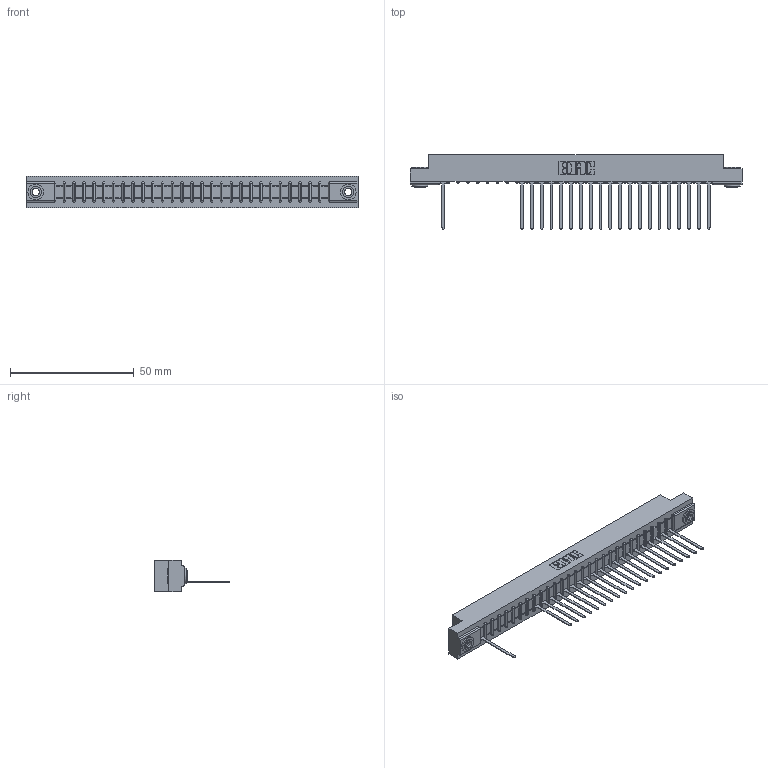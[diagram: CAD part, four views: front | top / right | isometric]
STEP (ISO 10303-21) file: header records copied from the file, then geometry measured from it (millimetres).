
FILE_DESCRIPTION (( 'STEP AP203' ), '1' );
FILE_NAME ('307-028-545-103.STEP', '2018-08-04T15:58:42', ( '' ), ( '' ), 'SwSTEP 2.0', 'SolidWorks 2016', '' );
FILE_SCHEMA (( 'CONFIG_CONTROL_DESIGN' ));
Length unit declared in the file: inch
Products named in the file (4): 307 Part_.156 Dia Mounting Holes; 307-290-001_545; 345-250-002_345-250-002-102; 307-028-545-103
Assembly tree (24 placements, depth 2):
  307-028-545-103
    307 Part_.156 Dia Mounting Holes
    307-290-001_545  x21
    345-250-002_345-250-002-102  x2
Bounding box: 133.96 x 30 x 12.7 mm (x, y, z)
Volume: 13812.2 mm3; surface area: 14599.3 mm2
Topology: 24 solids, 24 shells, 1515 faces, 4285 edges, 2746 vertices
Faces by surface type: plane 955, cylinder 494, sphere 58, cone 8
Entity records: 26539 total; most frequent: CARTESIAN_POINT 4474, ORIENTED_EDGE 4458, DIRECTION 4367, EDGE_CURVE 2229, LINE 1697, VECTOR 1697, VERTEX_POINT 1442, AXIS2_PLACEMENT_3D 1335
